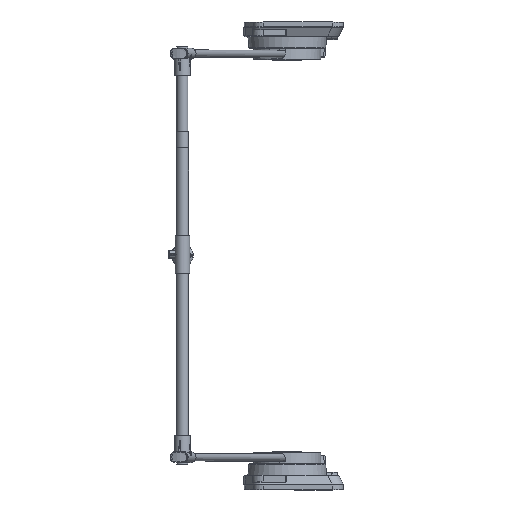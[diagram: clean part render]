
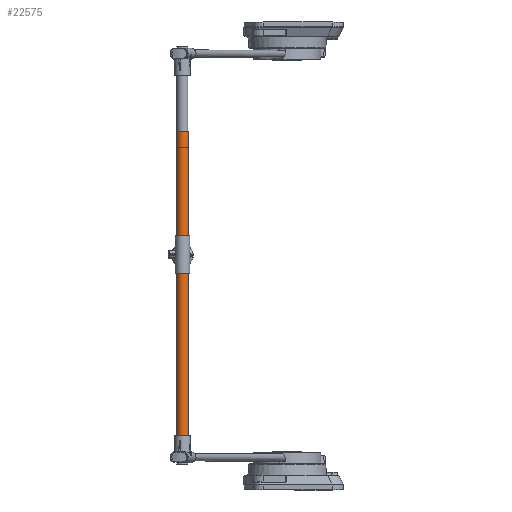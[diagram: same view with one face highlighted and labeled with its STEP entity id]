
A CAD part, top view. The second image highlights one B-rep face of the part: STEP entity #22575.
In plain terms, the highlighted cylindrical face has radius 11 mm (diameter 22 mm), a full revolution.
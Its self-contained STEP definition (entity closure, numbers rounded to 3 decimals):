
#1021=CYLINDRICAL_SURFACE('',#24213,11.);
#5169=ORIENTED_EDGE('',*,*,#9259,.F.);
#5170=ORIENTED_EDGE('',*,*,#9260,.T.);
#9259=EDGE_CURVE('',#11479,#11479,#12931,.T.);
#9260=EDGE_CURVE('',#11480,#11480,#12932,.T.);
#11479=VERTEX_POINT('',#34354);
#11480=VERTEX_POINT('',#34356);
#12931=CIRCLE('',#24214,11.);
#12932=CIRCLE('',#24215,11.);
#14179=EDGE_LOOP('',(#5169));
#14180=EDGE_LOOP('',(#5170));
#15717=FACE_BOUND('',#14179,.T.);
#15718=FACE_BOUND('',#14180,.T.);
#22575=ADVANCED_FACE('',(#15717,#15718),#1021,.T.);
#24213=AXIS2_PLACEMENT_3D('',#34352,#27673,#27674);
#24214=AXIS2_PLACEMENT_3D('',#34353,#27675,#27676);
#24215=AXIS2_PLACEMENT_3D('',#34355,#27677,#27678);
#27673=DIRECTION('',(0.,1.,0.));
#27674=DIRECTION('',(0.,0.,1.));
#27675=DIRECTION('',(0.,-1.,0.));
#27676=DIRECTION('',(1.,0.,0.));
#27677=DIRECTION('',(0.,-1.,0.));
#27678=DIRECTION('',(1.,0.,0.));
#34352=CARTESIAN_POINT('',(0.,-300.,0.));
#34353=CARTESIAN_POINT('',(0.,-300.,0.));
#34354=CARTESIAN_POINT('',(11.,-300.,0.));
#34355=CARTESIAN_POINT('',(0.,300.,0.));
#34356=CARTESIAN_POINT('',(11.,300.,0.));
